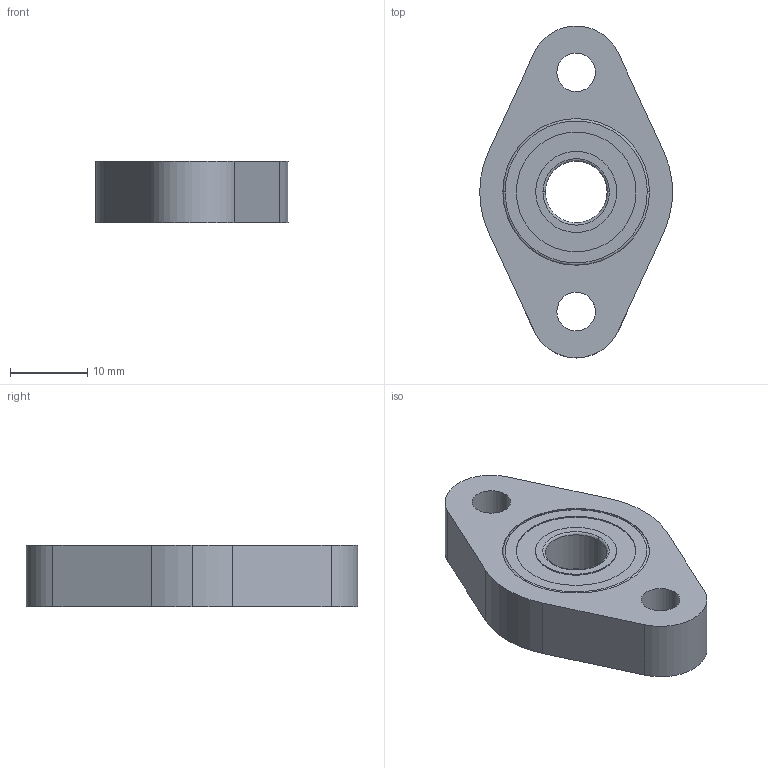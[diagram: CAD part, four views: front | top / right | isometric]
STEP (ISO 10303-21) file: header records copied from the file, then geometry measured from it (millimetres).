
FILE_DESCRIPTION (( 'STEP AP203' ), '1' );
FILE_NAME ('C-BGCNX698ZZ_203.STEP', '2021-01-27T01:24:13', ( '' ), ( '' ), 'SwSTEP 2.0', 'SolidWorks 2017', '' );
FILE_SCHEMA (( 'CONFIG_CONTROL_DESIGN' ));
Length unit declared in the file: millimetre
Products named in the file (3): C-BGCNX698ZZ_203; 698ZZ; Housing_C-BGCNX698ZZ_C-BGCNX698ZZ
Assembly tree (2 placements, depth 2):
  C-BGCNX698ZZ_203
    Housing_C-BGCNX698ZZ_C-BGCNX698ZZ
    698ZZ
Bounding box: 24.95 x 43 x 8 mm (x, y, z)
Volume: 4629.9 mm3; surface area: 3650.4 mm2
Topology: 2 solids, 2 shells, 52 faces, 115 edges, 74 vertices
Faces by surface type: cylinder 29, plane 15, bspline 8
Entity records: 1870 total; most frequent: CARTESIAN_POINT 390, DIRECTION 271, ORIENTED_EDGE 230, EDGE_CURVE 115, AXIS2_PLACEMENT_3D 115, VERTEX_POINT 74, EDGE_LOOP 67, CIRCLE 66
